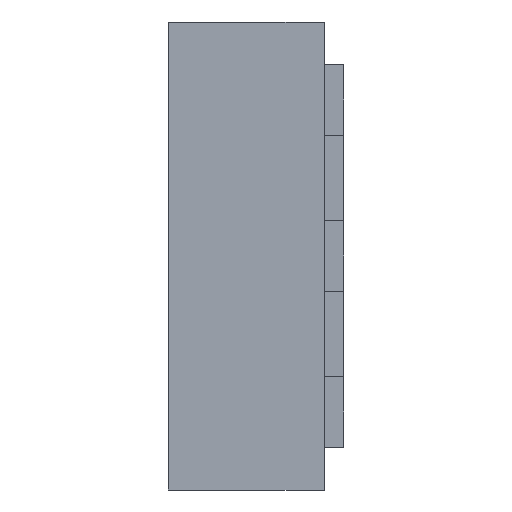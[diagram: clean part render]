
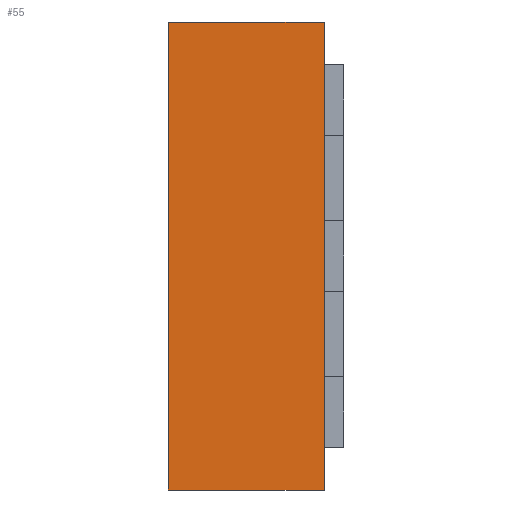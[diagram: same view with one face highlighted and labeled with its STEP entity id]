
A CAD part, left-side view. The second image highlights one B-rep face of the part: STEP entity #55.
In plain terms, the highlighted planar face has unit normal (-1, 0, 0).
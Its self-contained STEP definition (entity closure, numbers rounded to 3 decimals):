
#55 = ADVANCED_FACE ( 'NONE', ( #2541 ), #826, .F. ) ;
#105 = LINE ( 'NONE', #437, #2172 ) ;
#203 = VECTOR ( 'NONE', #2213, 1000. ) ;
#268 = DIRECTION ( 'NONE',  ( 0., 0., 1. ) ) ;
#271 = LINE ( 'NONE', #635, #203 ) ;
#437 = CARTESIAN_POINT ( 'NONE',  ( -0.6, 0.05, 0.6 ) ) ;
#602 = EDGE_LOOP ( 'NONE', ( #763, #1970, #944, #1210 ) ) ;
#635 = CARTESIAN_POINT ( 'NONE',  ( -0.6, 2.597, -0.6 ) ) ;
#740 = VECTOR ( 'NONE', #2203, 1000. ) ;
#763 = ORIENTED_EDGE ( 'NONE', *, *, #2126, .F. ) ;
#809 = EDGE_CURVE ( 'NONE', #2205, #1263, #1329, .T. ) ;
#826 = PLANE ( 'NONE',  #2559 ) ;
#944 = ORIENTED_EDGE ( 'NONE', *, *, #2024, .T. ) ;
#1026 = DIRECTION ( 'NONE',  ( 1., 0., 0. ) ) ;
#1127 = CARTESIAN_POINT ( 'NONE',  ( -0.6, 0.05, -0.6 ) ) ;
#1210 = ORIENTED_EDGE ( 'NONE', *, *, #809, .F. ) ;
#1263 = VERTEX_POINT ( 'NONE', #1906 ) ;
#1329 = LINE ( 'NONE', #2573, #740 ) ;
#1465 = CARTESIAN_POINT ( 'NONE',  ( -0.6, 0.45, 0.6 ) ) ;
#1528 = VECTOR ( 'NONE', #268, 1000. ) ;
#1753 = VERTEX_POINT ( 'NONE', #1127 ) ;
#1847 = DIRECTION ( 'NONE',  ( 0., 0., 1. ) ) ;
#1906 = CARTESIAN_POINT ( 'NONE',  ( -0.6, 0.05, 0.6 ) ) ;
#1946 = CARTESIAN_POINT ( 'NONE',  ( -0.6, 0.45, -0.6 ) ) ;
#1970 = ORIENTED_EDGE ( 'NONE', *, *, #2487, .T. ) ;
#1997 = DIRECTION ( 'NONE',  ( 0., 0., -1. ) ) ;
#2024 = EDGE_CURVE ( 'NONE', #1753, #1263, #105, .T. ) ;
#2126 = EDGE_CURVE ( 'NONE', #2459, #2205, #2133, .T. ) ;
#2133 = LINE ( 'NONE', #1465, #1528 ) ;
#2172 = VECTOR ( 'NONE', #1847, 1000. ) ;
#2200 = CARTESIAN_POINT ( 'NONE',  ( -0.6, 2.597, 0.6 ) ) ;
#2203 = DIRECTION ( 'NONE',  ( 0., -1., 0. ) ) ;
#2205 = VERTEX_POINT ( 'NONE', #2495 ) ;
#2213 = DIRECTION ( 'NONE',  ( 0., -1., 0. ) ) ;
#2459 = VERTEX_POINT ( 'NONE', #1946 ) ;
#2487 = EDGE_CURVE ( 'NONE', #2459, #1753, #271, .T. ) ;
#2495 = CARTESIAN_POINT ( 'NONE',  ( -0.6, 0.45, 0.6 ) ) ;
#2541 = FACE_OUTER_BOUND ( 'NONE', #602, .T. ) ;
#2559 = AXIS2_PLACEMENT_3D ( 'NONE', #2200, #1026, #1997 ) ;
#2573 = CARTESIAN_POINT ( 'NONE',  ( -0.6, 2.597, 0.6 ) ) ;
